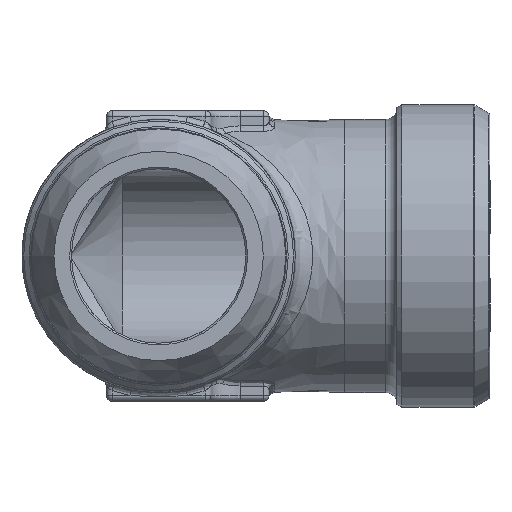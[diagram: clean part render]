
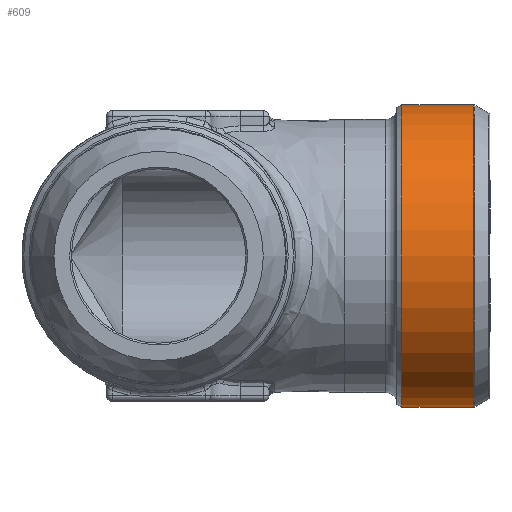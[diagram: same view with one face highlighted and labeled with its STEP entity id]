
A CAD part, front view. The second image highlights one B-rep face of the part: STEP entity #609.
In plain terms, the highlighted cylindrical face has radius 26 mm (diameter 52 mm), a full revolution.
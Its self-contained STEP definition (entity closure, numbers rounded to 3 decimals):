
#414=CYLINDRICAL_SURFACE('',#2415,26.);
#453=FACE_BOUND('',#895,.T.);
#454=FACE_BOUND('',#896,.T.);
#609=ADVANCED_FACE('',(#453,#454),#414,.T.);
#895=EDGE_LOOP('',(#1611));
#896=EDGE_LOOP('',(#1612));
#1030=CIRCLE('',#2412,26.);
#1031=CIRCLE('',#2414,26.);
#1611=ORIENTED_EDGE('',*,*,#2117,.T.);
#1612=ORIENTED_EDGE('',*,*,#2116,.F.);
#1816=VERTEX_POINT('',#4883);
#1817=VERTEX_POINT('',#4886);
#2116=EDGE_CURVE('',#1816,#1816,#1030,.T.);
#2117=EDGE_CURVE('',#1817,#1817,#1031,.T.);
#2412=AXIS2_PLACEMENT_3D('',#4882,#2927,#2928);
#2414=AXIS2_PLACEMENT_3D('',#4885,#2931,#2932);
#2415=AXIS2_PLACEMENT_3D('',#4887,#2933,#2934);
#2927=DIRECTION('',(-1.,0.,0.));
#2928=DIRECTION('',(0.,1.,0.));
#2931=DIRECTION('',(-1.,0.,0.));
#2932=DIRECTION('',(0.,1.,0.));
#2933=DIRECTION('',(1.,0.,0.));
#2934=DIRECTION('',(0.,1.,0.));
#4882=CARTESIAN_POINT('',(41.835,0.,0.));
#4883=CARTESIAN_POINT('',(41.835,26.,0.));
#4885=CARTESIAN_POINT('',(54.166,0.,0.));
#4886=CARTESIAN_POINT('',(54.166,26.,0.));
#4887=CARTESIAN_POINT('',(57.,0.,0.));
